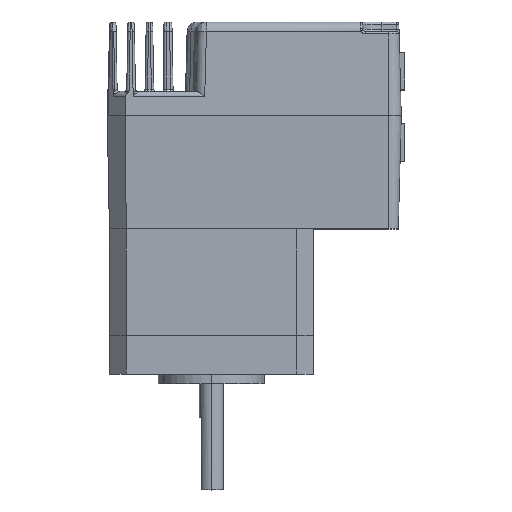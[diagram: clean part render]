
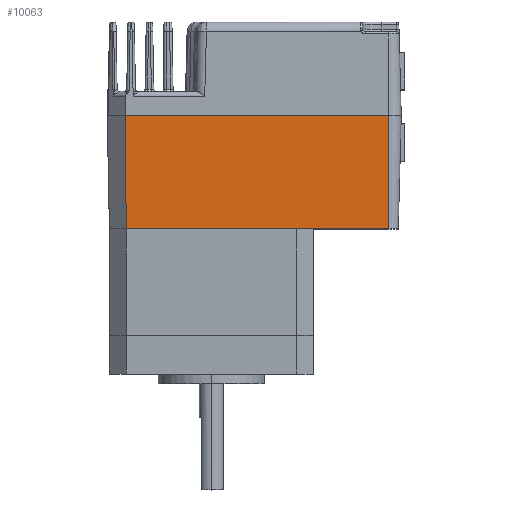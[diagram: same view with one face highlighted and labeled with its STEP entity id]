
A CAD part, top view. The second image highlights one B-rep face of the part: STEP entity #10063.
In plain terms, the highlighted planar face has unit normal (0, -0.026, 1).
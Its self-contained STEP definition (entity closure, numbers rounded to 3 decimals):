
#251 = LINE ( 'NONE', #8985, #12104 ) ;
#713 = LINE ( 'NONE', #5695, #11750 ) ;
#910 = LINE ( 'NONE', #9787, #12022 ) ;
#998 = LINE ( 'NONE', #13192, #3926 ) ;
#3926 = VECTOR ( 'NONE', #13188, 1000. ) ;
#4671 = AXIS2_PLACEMENT_3D ( 'NONE', #7676, #7673, #7672 ) ;
#5694 = DIRECTION ( 'NONE',  ( 0., -1., -0.026 ) ) ;
#5695 = CARTESIAN_POINT ( 'NONE',  ( 30.648, 499032.407, 13087.925 ) ) ;
#7672 = DIRECTION ( 'NONE',  ( 0., -1., -0.026 ) ) ;
#7673 = DIRECTION ( 'NONE',  ( 0., -0.026, 1. ) ) ;
#7676 = CARTESIAN_POINT ( 'NONE',  ( -23.752, 32.407, 21.15 ) ) ;
#7680 = PLANE ( 'NONE',  #4671 ) ;
#8984 = DIRECTION ( 'NONE',  ( 0.011, -1., -0.026 ) ) ;
#8985 = CARTESIAN_POINT ( 'NONE',  ( -24.007, 55.907, 21.765 ) ) ;
#9594 = DIRECTION ( 'NONE',  ( 1., 0., 0. ) ) ;
#9787 = CARTESIAN_POINT ( 'NONE',  ( -33.996, 55.907, 21.765 ) ) ;
#10063 = ADVANCED_FACE ( 'NONE', ( #21109 ), #7680, .T. ) ;
#10862 = EDGE_CURVE ( 'NONE', #24658, #23858, #998, .T. ) ;
#11150 = EDGE_CURVE ( 'NONE', #23596, #23858, #713, .T. ) ;
#11347 = EDGE_CURVE ( 'NONE', #23773, #24658, #251, .T. ) ;
#11465 = EDGE_CURVE ( 'NONE', #23773, #23596, #910, .T. ) ;
#11750 = VECTOR ( 'NONE', #5694, 1000. ) ;
#12022 = VECTOR ( 'NONE', #9594, 1000. ) ;
#12104 = VECTOR ( 'NONE', #8984, 1000. ) ;
#12850 = EDGE_LOOP ( 'NONE', ( #19843, #20243, #20260, #20237 ) ) ;
#13188 = DIRECTION ( 'NONE',  ( 1., 0., 0. ) ) ;
#13192 = CARTESIAN_POINT ( 'NONE',  ( 30.648, 32.407, 21.15 ) ) ;
#16695 = CARTESIAN_POINT ( 'NONE',  ( 30.648, 55.907, 21.765 ) ) ;
#16759 = CARTESIAN_POINT ( 'NONE',  ( -24.007, 55.907, 21.765 ) ) ;
#16778 = CARTESIAN_POINT ( 'NONE',  ( 30.648, 32.407, 21.15 ) ) ;
#17137 = CARTESIAN_POINT ( 'NONE',  ( -23.752, 32.407, 21.15 ) ) ;
#19843 = ORIENTED_EDGE ( 'NONE', *, *, #10862, .T. ) ;
#20237 = ORIENTED_EDGE ( 'NONE', *, *, #11347, .T. ) ;
#20243 = ORIENTED_EDGE ( 'NONE', *, *, #11150, .F. ) ;
#20260 = ORIENTED_EDGE ( 'NONE', *, *, #11465, .F. ) ;
#21109 = FACE_OUTER_BOUND ( 'NONE', #12850, .T. ) ;
#23596 = VERTEX_POINT ( 'NONE', #16695 ) ;
#23773 = VERTEX_POINT ( 'NONE', #16759 ) ;
#23858 = VERTEX_POINT ( 'NONE', #16778 ) ;
#24658 = VERTEX_POINT ( 'NONE', #17137 ) ;
